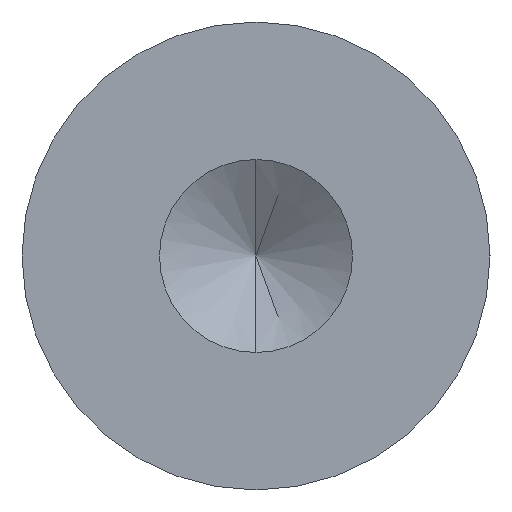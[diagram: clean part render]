
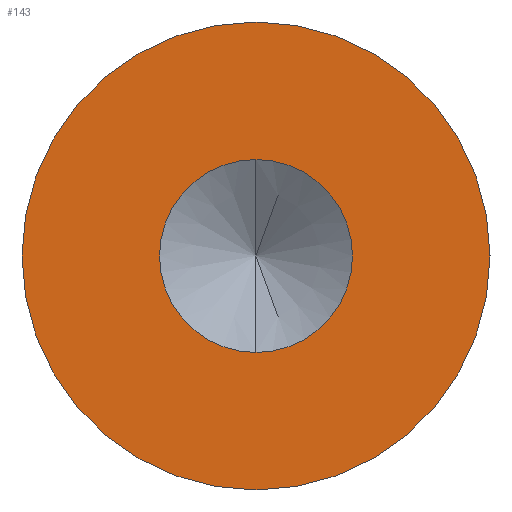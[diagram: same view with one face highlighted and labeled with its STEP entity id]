
A CAD part, left-side view. The second image highlights one B-rep face of the part: STEP entity #143.
In plain terms, the highlighted planar face has unit normal (-1, 0, 0).
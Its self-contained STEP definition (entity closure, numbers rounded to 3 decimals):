
#8 = VERTEX_POINT ( 'NONE', #177 ) ;
#21 = CARTESIAN_POINT ( 'NONE',  ( -115., 0., 4. ) ) ;
#27 = EDGE_CURVE ( 'NONE', #291, #322, #209, .T. ) ;
#34 = EDGE_LOOP ( 'NONE', ( #52, #112 ) ) ;
#38 = CARTESIAN_POINT ( 'NONE',  ( -115., 0., 0. ) ) ;
#39 = DIRECTION ( 'NONE',  ( 0., 0., 1. ) ) ;
#52 = ORIENTED_EDGE ( 'NONE', *, *, #27, .F. ) ;
#53 = VERTEX_POINT ( 'NONE', #21 ) ;
#56 = DIRECTION ( 'NONE',  ( 1., 0., 0. ) ) ;
#59 = DIRECTION ( 'NONE',  ( 0., 0., -1. ) ) ;
#66 = AXIS2_PLACEMENT_3D ( 'NONE', #120, #336, #246 ) ;
#86 = CIRCLE ( 'NONE', #252, 4. ) ;
#89 = ORIENTED_EDGE ( 'NONE', *, *, #122, .F. ) ;
#108 = CARTESIAN_POINT ( 'NONE',  ( -115., 0., 1.65 ) ) ;
#112 = ORIENTED_EDGE ( 'NONE', *, *, #257, .F. ) ;
#114 = AXIS2_PLACEMENT_3D ( 'NONE', #38, #211, #39 ) ;
#119 = EDGE_CURVE ( 'NONE', #8, #53, #235, .T. ) ;
#120 = CARTESIAN_POINT ( 'NONE',  ( -115., 0., 0. ) ) ;
#122 = EDGE_CURVE ( 'NONE', #53, #8, #86, .T. ) ;
#143 = ADVANCED_FACE ( 'NONE', ( #290, #219 ), #207, .F. ) ;
#149 = ORIENTED_EDGE ( 'NONE', *, *, #119, .F. ) ;
#152 = CARTESIAN_POINT ( 'NONE',  ( -115., 0., 0. ) ) ;
#157 = AXIS2_PLACEMENT_3D ( 'NONE', #152, #360, #373 ) ;
#158 = CARTESIAN_POINT ( 'NONE',  ( -115., 0., 0. ) ) ;
#171 = EDGE_LOOP ( 'NONE', ( #89, #149 ) ) ;
#177 = CARTESIAN_POINT ( 'NONE',  ( -115., 0., -4. ) ) ;
#193 = AXIS2_PLACEMENT_3D ( 'NONE', #158, #374, #59 ) ;
#204 = CIRCLE ( 'NONE', #114, 1.65 ) ;
#207 = PLANE ( 'NONE',  #193 ) ;
#209 = CIRCLE ( 'NONE', #66, 1.65 ) ;
#211 = DIRECTION ( 'NONE',  ( -1., 0., 0. ) ) ;
#219 = FACE_OUTER_BOUND ( 'NONE', #171, .T. ) ;
#235 = CIRCLE ( 'NONE', #157, 4. ) ;
#246 = DIRECTION ( 'NONE',  ( 0., 0., 1. ) ) ;
#252 = AXIS2_PLACEMENT_3D ( 'NONE', #363, #56, #272 ) ;
#257 = EDGE_CURVE ( 'NONE', #322, #291, #204, .T. ) ;
#272 = DIRECTION ( 'NONE',  ( 0., 0., -1. ) ) ;
#290 = FACE_BOUND ( 'NONE', #34, .T. ) ;
#291 = VERTEX_POINT ( 'NONE', #108 ) ;
#322 = VERTEX_POINT ( 'NONE', #325 ) ;
#325 = CARTESIAN_POINT ( 'NONE',  ( -115., 0., -1.65 ) ) ;
#336 = DIRECTION ( 'NONE',  ( -1., 0., 0. ) ) ;
#360 = DIRECTION ( 'NONE',  ( 1., 0., 0. ) ) ;
#363 = CARTESIAN_POINT ( 'NONE',  ( -115., 0., 0. ) ) ;
#373 = DIRECTION ( 'NONE',  ( 0., 0., -1. ) ) ;
#374 = DIRECTION ( 'NONE',  ( 1., 0., 0. ) ) ;
